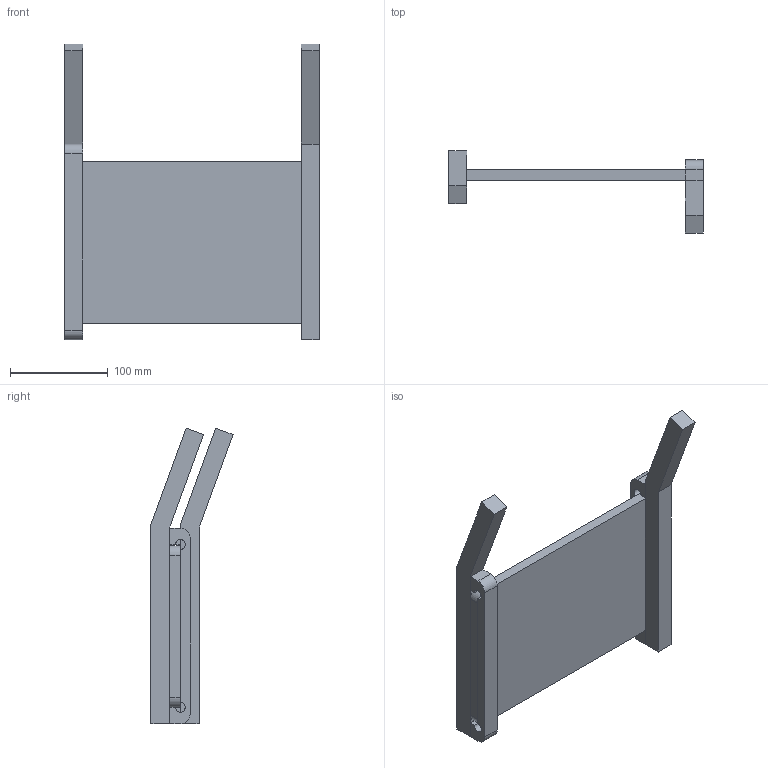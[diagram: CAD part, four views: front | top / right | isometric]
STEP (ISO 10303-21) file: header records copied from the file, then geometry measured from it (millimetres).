
FILE_DESCRIPTION( ( '' ), ' ' );
FILE_NAME( '5abaa7818f06750f5db45efe.step', '2018-03-27T20:20:18', ( '' ), ( '' ), ' ', ' ', ' ' );
FILE_SCHEMA( ( 'AUTOMOTIVE_DESIGN { 1 0 10303 214 1 1 1 1 }' ) );
Length unit declared in the file: metre
Products named in the file (4): Assem1; Part 1
Assembly tree (5 placements, depth 2):
  Assem1
    Part 1
    Part 1  x2
    Part 1  x2
Bounding box: 260 x 83.95 x 301.99 mm (x, y, z)
Volume: 767374.2 mm3; surface area: 168155.6 mm2
Topology: 5 solids, 5 shells, 54 faces, 132 edges, 88 vertices
Faces by surface type: plane 42, cylinder 12
Entity records: 1104 total; most frequent: DIRECTION 170, CARTESIAN_POINT 168, ORIENTED_EDGE 156, EDGE_CURVE 78, LINE 62, VECTOR 62, AXIS2_PLACEMENT_3D 54, VERTEX_POINT 52
